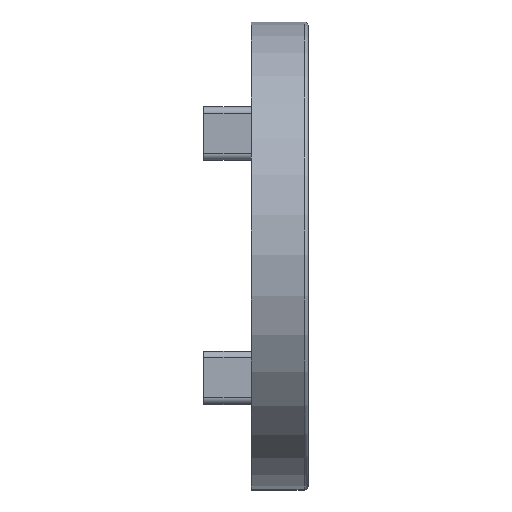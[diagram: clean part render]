
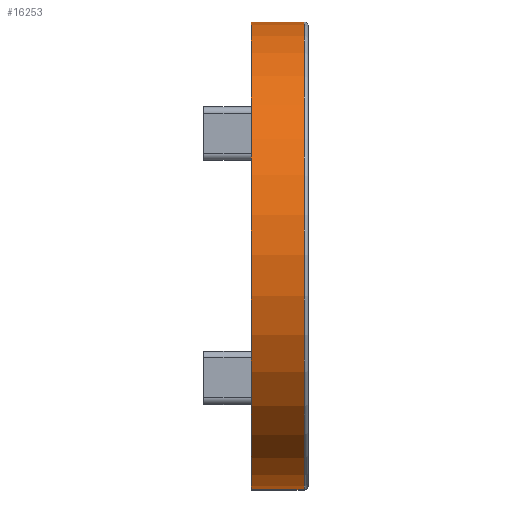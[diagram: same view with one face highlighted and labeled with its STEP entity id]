
A CAD part, top view. The second image highlights one B-rep face of the part: STEP entity #16253.
In plain terms, the highlighted cylindrical face has radius 17.25 mm (diameter 34.5 mm), a partial arc.
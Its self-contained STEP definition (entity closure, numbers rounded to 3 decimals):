
#120 = EDGE_CURVE ( 'NONE', #22326, #24156, #11621, .T. ) ;
#287 = ORIENTED_EDGE ( 'NONE', *, *, #120, .F. ) ;
#679 = ORIENTED_EDGE ( 'NONE', *, *, #4828, .T. ) ;
#2881 = VECTOR ( 'NONE', #12755, 1000. ) ;
#4644 = CIRCLE ( 'NONE', #14850, 17.25 ) ;
#4787 = DIRECTION ( 'NONE',  ( 0., 0., -1. ) ) ;
#4828 = EDGE_CURVE ( 'NONE', #23977, #4962, #17328, .T. ) ;
#4962 = VERTEX_POINT ( 'NONE', #6978 ) ;
#5160 = ORIENTED_EDGE ( 'NONE', *, *, #11725, .T. ) ;
#5351 = CARTESIAN_POINT ( 'NONE',  ( 4.2, 17.25, 20.25 ) ) ;
#5882 = CARTESIAN_POINT ( 'NONE',  ( 3.9, -17.25, 20.25 ) ) ;
#6978 = CARTESIAN_POINT ( 'NONE',  ( 0., 17.25, 20.25 ) ) ;
#7501 = DIRECTION ( 'NONE',  ( 0., 0., 1. ) ) ;
#10027 = VECTOR ( 'NONE', #19933, 1000. ) ;
#11621 = LINE ( 'NONE', #12358, #2881 ) ;
#11725 = EDGE_CURVE ( 'NONE', #4962, #24156, #4644, .T. ) ;
#11830 = EDGE_LOOP ( 'NONE', ( #287, #18202, #679, #5160 ) ) ;
#12358 = CARTESIAN_POINT ( 'NONE',  ( 4.2, -17.25, 20.25 ) ) ;
#12503 = CARTESIAN_POINT ( 'NONE',  ( 0., 0., 20.25 ) ) ;
#12755 = DIRECTION ( 'NONE',  ( -1., 0., 0. ) ) ;
#13269 = CYLINDRICAL_SURFACE ( 'NONE', #13925, 17.25 ) ;
#13925 = AXIS2_PLACEMENT_3D ( 'NONE', #24174, #18673, #7501 ) ;
#14171 = DIRECTION ( 'NONE',  ( -1., 0., 0. ) ) ;
#14394 = DIRECTION ( 'NONE',  ( 0., 0., -1. ) ) ;
#14850 = AXIS2_PLACEMENT_3D ( 'NONE', #12503, #23849, #14394 ) ;
#15957 = CARTESIAN_POINT ( 'NONE',  ( 3.9, 0., 20.25 ) ) ;
#16253 = ADVANCED_FACE ( 'NONE', ( #22026 ), #13269, .T. ) ;
#16642 = EDGE_CURVE ( 'NONE', #22326, #23977, #21750, .T. ) ;
#17328 = LINE ( 'NONE', #5351, #10027 ) ;
#17670 = AXIS2_PLACEMENT_3D ( 'NONE', #15957, #14171, #4787 ) ;
#18202 = ORIENTED_EDGE ( 'NONE', *, *, #16642, .T. ) ;
#18673 = DIRECTION ( 'NONE',  ( -1., 0., 0. ) ) ;
#19933 = DIRECTION ( 'NONE',  ( -1., 0., 0. ) ) ;
#20415 = CARTESIAN_POINT ( 'NONE',  ( 0., -17.25, 20.25 ) ) ;
#21750 = CIRCLE ( 'NONE', #17670, 17.25 ) ;
#22026 = FACE_OUTER_BOUND ( 'NONE', #11830, .T. ) ;
#22072 = CARTESIAN_POINT ( 'NONE',  ( 3.9, 17.25, 20.25 ) ) ;
#22326 = VERTEX_POINT ( 'NONE', #5882 ) ;
#23849 = DIRECTION ( 'NONE',  ( 1., 0., 0. ) ) ;
#23977 = VERTEX_POINT ( 'NONE', #22072 ) ;
#24156 = VERTEX_POINT ( 'NONE', #20415 ) ;
#24174 = CARTESIAN_POINT ( 'NONE',  ( 4.2, 0., 20.25 ) ) ;
